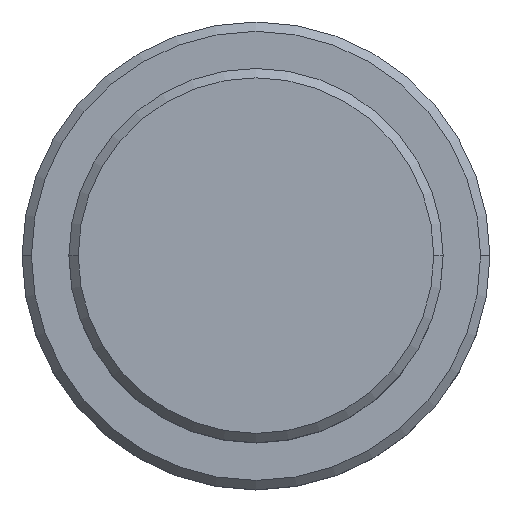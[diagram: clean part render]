
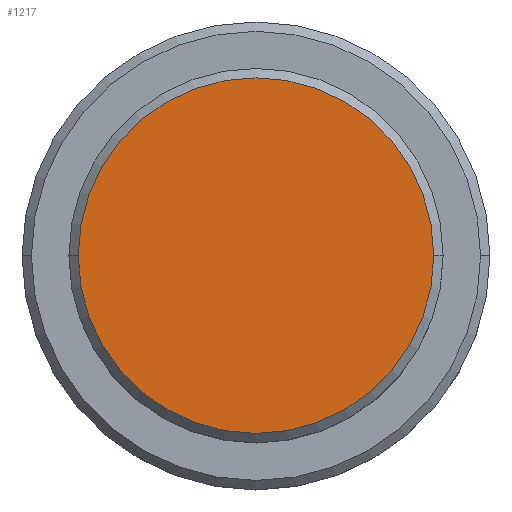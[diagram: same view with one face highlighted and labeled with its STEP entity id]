
A CAD part, top view. The second image highlights one B-rep face of the part: STEP entity #1217.
In plain terms, the highlighted planar face has unit normal (0, 0, 1).
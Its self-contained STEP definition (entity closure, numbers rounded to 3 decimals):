
#18 = FACE_OUTER_BOUND ( 'NONE', #20, .T. ) ;
#20 = EDGE_LOOP ( 'NONE', ( #953, #352 ) ) ;
#160 = PLANE ( 'NONE',  #410 ) ;
#169 = DIRECTION ( 'NONE',  ( 0., 0., 1. ) ) ;
#226 = DIRECTION ( 'NONE',  ( 1., 0., 0. ) ) ;
#274 = CARTESIAN_POINT ( 'NONE',  ( 9.5, 0., 0. ) ) ;
#281 = CARTESIAN_POINT ( 'NONE',  ( 0., 0., 0. ) ) ;
#352 = ORIENTED_EDGE ( 'NONE', *, *, #1386, .T. ) ;
#410 = AXIS2_PLACEMENT_3D ( 'NONE', #566, #1335, #785 ) ;
#434 = CIRCLE ( 'NONE', #467, 9.5 ) ;
#467 = AXIS2_PLACEMENT_3D ( 'NONE', #281, #169, #1181 ) ;
#566 = CARTESIAN_POINT ( 'NONE',  ( 0., 0., 0. ) ) ;
#579 = CIRCLE ( 'NONE', #750, 9.5 ) ;
#641 = DIRECTION ( 'NONE',  ( 0., 0., 1. ) ) ;
#707 = CARTESIAN_POINT ( 'NONE',  ( -9.5, 0., 0. ) ) ;
#721 = VERTEX_POINT ( 'NONE', #707 ) ;
#732 = CARTESIAN_POINT ( 'NONE',  ( 0., 0., 0. ) ) ;
#750 = AXIS2_PLACEMENT_3D ( 'NONE', #732, #641, #226 ) ;
#785 = DIRECTION ( 'NONE',  ( 1., 0., 0. ) ) ;
#953 = ORIENTED_EDGE ( 'NONE', *, *, #1178, .T. ) ;
#1178 = EDGE_CURVE ( 'NONE', #721, #1202, #579, .T. ) ;
#1181 = DIRECTION ( 'NONE',  ( 1., 0., 0. ) ) ;
#1202 = VERTEX_POINT ( 'NONE', #274 ) ;
#1217 = ADVANCED_FACE ( 'NONE', ( #18 ), #160, .T. ) ;
#1335 = DIRECTION ( 'NONE',  ( 0., 0., 1. ) ) ;
#1386 = EDGE_CURVE ( 'NONE', #1202, #721, #434, .T. ) ;
